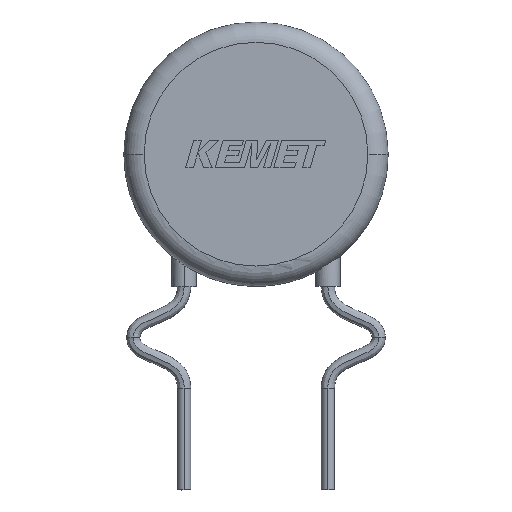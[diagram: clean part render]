
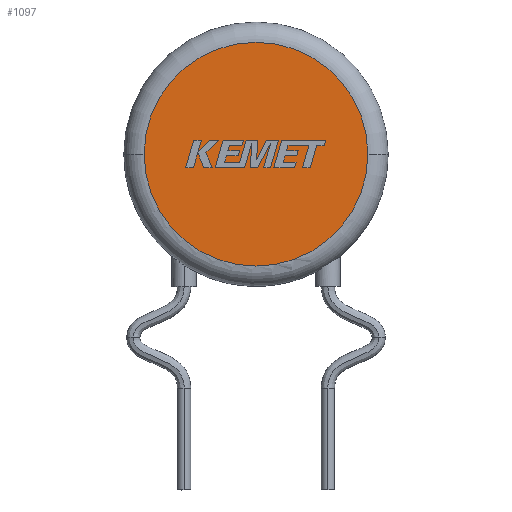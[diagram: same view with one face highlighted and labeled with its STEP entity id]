
A CAD part, top view. The second image highlights one B-rep face of the part: STEP entity #1097.
In plain terms, the highlighted planar face has unit normal (0, 0, 1).
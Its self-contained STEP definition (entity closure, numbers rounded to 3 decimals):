
#62 = CARTESIAN_POINT ( 'NONE',  ( 0., 0., 5. ) ) ;
#148 = DIRECTION ( 'NONE',  ( 1., 0., 0. ) ) ;
#264 = CIRCLE ( 'NONE', #1375, 5.5 ) ;
#300 = EDGE_LOOP ( 'NONE', ( #2536, #3227 ) ) ;
#359 = DIRECTION ( 'NONE',  ( 1., 0., 0. ) ) ;
#470 = FACE_OUTER_BOUND ( 'NONE', #300, .T. ) ;
#978 = AXIS2_PLACEMENT_3D ( 'NONE', #3033, #3640, #148 ) ;
#1097 = ADVANCED_FACE ( 'NONE', ( #470 ), #3627, .T. ) ;
#1375 = AXIS2_PLACEMENT_3D ( 'NONE', #3564, #2288, #1671 ) ;
#1607 = CARTESIAN_POINT ( 'NONE',  ( -5.5, 0., 5. ) ) ;
#1671 = DIRECTION ( 'NONE',  ( 1., 0., 0. ) ) ;
#1717 = AXIS2_PLACEMENT_3D ( 'NONE', #62, #2269, #359 ) ;
#2100 = EDGE_CURVE ( 'NONE', #2886, #4042, #264, .T. ) ;
#2269 = DIRECTION ( 'NONE',  ( 0., 0., 1. ) ) ;
#2288 = DIRECTION ( 'NONE',  ( 0., 0., 1. ) ) ;
#2536 = ORIENTED_EDGE ( 'NONE', *, *, #2595, .T. ) ;
#2595 = EDGE_CURVE ( 'NONE', #4042, #2886, #3009, .T. ) ;
#2886 = VERTEX_POINT ( 'NONE', #1607 ) ;
#2968 = CARTESIAN_POINT ( 'NONE',  ( 5.5, 0., 5. ) ) ;
#3009 = CIRCLE ( 'NONE', #1717, 5.5 ) ;
#3033 = CARTESIAN_POINT ( 'NONE',  ( 0., 0., 5. ) ) ;
#3227 = ORIENTED_EDGE ( 'NONE', *, *, #2100, .T. ) ;
#3564 = CARTESIAN_POINT ( 'NONE',  ( 0., 0., 5. ) ) ;
#3627 = PLANE ( 'NONE',  #978 ) ;
#3640 = DIRECTION ( 'NONE',  ( 0., 0., 1. ) ) ;
#4042 = VERTEX_POINT ( 'NONE', #2968 ) ;
